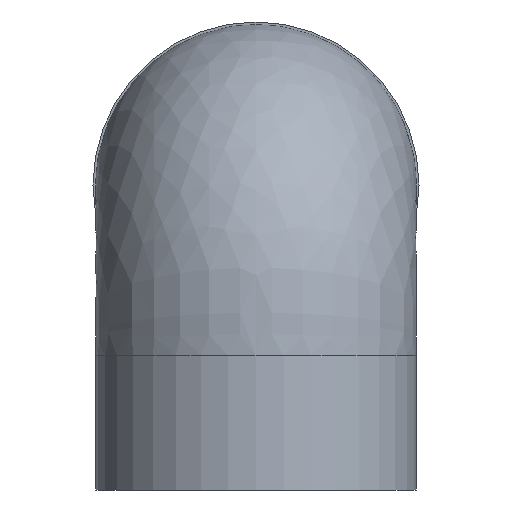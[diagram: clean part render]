
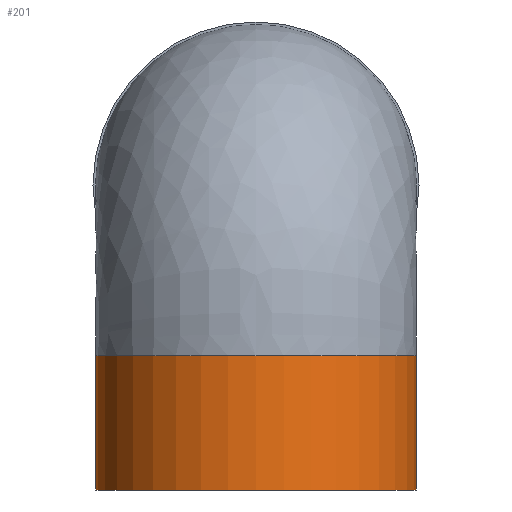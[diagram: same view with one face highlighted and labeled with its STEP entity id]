
A CAD part, front view. The second image highlights one B-rep face of the part: STEP entity #201.
In plain terms, the highlighted cylindrical face has radius 30.5 mm (diameter 61 mm), a full revolution.
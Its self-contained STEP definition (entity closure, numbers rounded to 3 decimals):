
#20=CYLINDRICAL_SURFACE($,#235,30.5);
#32=FACE_BOUND($,#62,.T.);
#42=FACE_OUTER_BOUND($,#61,.T.);
#61=EDGE_LOOP($,(#175,#176,#177));
#62=EDGE_LOOP($,(#178));
#80=CIRCLE($,#228,30.5);
#81=CIRCLE($,#229,30.5);
#82=CIRCLE($,#230,30.5);
#86=CIRCLE($,#236,30.5);
#102=VERTEX_POINT($,#11412);
#103=VERTEX_POINT($,#11413);
#104=VERTEX_POINT($,#11415);
#108=VERTEX_POINT($,#11455);
#125=EDGE_CURVE($,#102,#103,#80,.T.);
#126=EDGE_CURVE($,#103,#104,#81,.T.);
#127=EDGE_CURVE($,#104,#102,#82,.T.);
#132=EDGE_CURVE($,#108,#108,#86,.T.);
#175=ORIENTED_EDGE($,*,*,#126,.F.);
#176=ORIENTED_EDGE($,*,*,#125,.F.);
#177=ORIENTED_EDGE($,*,*,#127,.F.);
#178=ORIENTED_EDGE($,*,*,#132,.F.);
#201=ADVANCED_FACE($,(#42,#32),#20,.T.);
#228=AXIS2_PLACEMENT_3D($,#11414,#284,#285);
#229=AXIS2_PLACEMENT_3D($,#11416,#286,#287);
#230=AXIS2_PLACEMENT_3D($,#11417,#288,#289);
#235=AXIS2_PLACEMENT_3D($,#11454,#298,#299);
#236=AXIS2_PLACEMENT_3D($,#11456,#300,#301);
#284=DIRECTION('center_axis',(0.,0.,1.));
#285=DIRECTION('ref_axis',(-1.,0.,0.));
#286=DIRECTION('center_axis',(0.,0.,1.));
#287=DIRECTION('ref_axis',(-1.,0.,0.));
#288=DIRECTION('center_axis',(0.,0.,1.));
#289=DIRECTION('ref_axis',(-1.,0.,0.));
#298=DIRECTION('center_axis',(0.,0.,1.));
#299=DIRECTION('ref_axis',(-1.,0.,0.));
#300=DIRECTION('center_axis',(0.,0.,-1.));
#301=DIRECTION('ref_axis',(-1.,0.,0.));
#11412=CARTESIAN_POINT('',(0.,-30.5,25.5));
#11413=CARTESIAN_POINT('',(30.5,0.,25.5));
#11414=CARTESIAN_POINT('Origin',(0.,0.,25.5));
#11415=CARTESIAN_POINT('',(-30.5,0.,25.5));
#11416=CARTESIAN_POINT('Origin',(0.,0.,25.5));
#11417=CARTESIAN_POINT('Origin',(0.,0.,25.5));
#11454=CARTESIAN_POINT('Origin',(0.,0.,0.));
#11455=CARTESIAN_POINT('',(30.5,0.,0.));
#11456=CARTESIAN_POINT('Origin',(0.,0.,0.));
